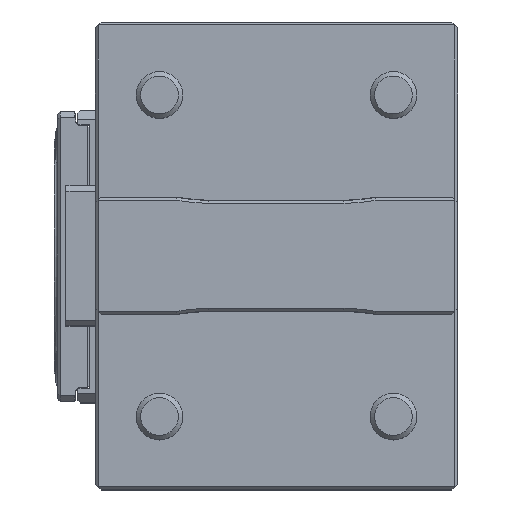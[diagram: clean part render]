
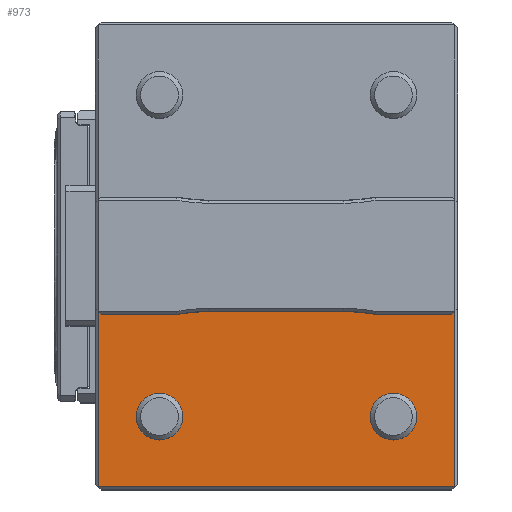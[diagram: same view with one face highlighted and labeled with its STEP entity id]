
A CAD part, top view. The second image highlights one B-rep face of the part: STEP entity #973.
In plain terms, the highlighted planar face has unit normal (0, 0, 1).
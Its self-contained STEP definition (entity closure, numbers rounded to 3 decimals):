
#191=LINE('',#5006,#512);
#193=LINE('',#5026,#514);
#195=LINE('',#5046,#516);
#196=LINE('',#5050,#517);
#198=LINE('',#5054,#519);
#199=LINE('',#5056,#520);
#267=LINE('',#5247,#588);
#270=LINE('',#5252,#591);
#512=VECTOR('',#3815,1.);
#514=VECTOR('',#3823,1.);
#516=VECTOR('',#3831,1.);
#517=VECTOR('',#3836,1.);
#519=VECTOR('',#3840,1.);
#520=VECTOR('',#3843,1.);
#588=VECTOR('',#4011,1.);
#591=VECTOR('',#4016,1.);
#759=FACE_BOUND('',#1476,.T.);
#760=FACE_BOUND('',#1477,.T.);
#761=FACE_BOUND('',#1478,.T.);
#973=ADVANCED_FACE('',(#759,#760,#761),#1151,.T.);
#1151=PLANE('',#3414);
#1476=EDGE_LOOP('',(#2119));
#1477=EDGE_LOOP('',(#2120));
#1478=EDGE_LOOP('',(#2121,#2122,#2123,#2124,#2125,#2126,#2127,#2128,#2129,
#2130));
#2119=ORIENTED_EDGE('',*,*,#3021,.F.);
#2120=ORIENTED_EDGE('',*,*,#3022,.F.);
#2121=ORIENTED_EDGE('',*,*,#3011,.T.);
#2122=ORIENTED_EDGE('',*,*,#3014,.T.);
#2123=ORIENTED_EDGE('',*,*,#2927,.T.);
#2124=ORIENTED_EDGE('',*,*,#2926,.T.);
#2125=ORIENTED_EDGE('',*,*,#2924,.T.);
#2126=ORIENTED_EDGE('',*,*,#2922,.T.);
#2127=ORIENTED_EDGE('',*,*,#2920,.T.);
#2128=ORIENTED_EDGE('',*,*,#2918,.T.);
#2129=ORIENTED_EDGE('',*,*,#2917,.T.);
#2130=ORIENTED_EDGE('',*,*,#2914,.T.);
#2521=VERTEX_POINT('',#4806);
#2582=VERTEX_POINT('',#5005);
#2583=VERTEX_POINT('',#5007);
#2584=VERTEX_POINT('',#5023);
#2585=VERTEX_POINT('',#5027);
#2586=VERTEX_POINT('',#5031);
#2587=VERTEX_POINT('',#5047);
#2588=VERTEX_POINT('',#5051);
#2589=VERTEX_POINT('',#5057);
#2635=VERTEX_POINT('',#5246);
#2639=VERTEX_POINT('',#5268);
#2640=VERTEX_POINT('',#5270);
#2914=EDGE_CURVE('',#2583,#2582,#191,.T.);
#2917=EDGE_CURVE('',#2584,#2583,#3186,.T.);
#2918=EDGE_CURVE('',#2585,#2584,#193,.T.);
#2920=EDGE_CURVE('',#2586,#2585,#3187,.T.);
#2922=EDGE_CURVE('',#2587,#2586,#195,.T.);
#2924=EDGE_CURVE('',#2588,#2587,#196,.T.);
#2926=EDGE_CURVE('',#2521,#2588,#198,.T.);
#2927=EDGE_CURVE('',#2589,#2521,#199,.T.);
#3011=EDGE_CURVE('',#2582,#2635,#267,.T.);
#3014=EDGE_CURVE('',#2635,#2589,#270,.T.);
#3021=EDGE_CURVE('',#2639,#2639,#3201,.T.);
#3022=EDGE_CURVE('',#2640,#2640,#3202,.T.);
#3186=CIRCLE('',#3345,30.);
#3187=CIRCLE('',#3348,30.);
#3201=CIRCLE('',#3412,3.996);
#3202=CIRCLE('',#3413,3.996);
#3345=AXIS2_PLACEMENT_3D('',#5024,#3819,#3820);
#3348=AXIS2_PLACEMENT_3D('',#5030,#3827,#3828);
#3412=AXIS2_PLACEMENT_3D('',#5267,#4036,#4037);
#3413=AXIS2_PLACEMENT_3D('',#5269,#4038,#4039);
#3414=AXIS2_PLACEMENT_3D('',#5271,#4040,#4041);
#3815=DIRECTION('',(-1.,0.,0.));
#3819=DIRECTION('',(0.,0.,1.));
#3820=DIRECTION('',(1.,0.,0.));
#3823=DIRECTION('',(-1.,0.,0.));
#3827=DIRECTION('',(0.,0.,1.));
#3828=DIRECTION('',(1.,0.,0.));
#3831=DIRECTION('',(-1.,0.,0.));
#3836=DIRECTION('',(-0.707,-0.707,0.));
#3840=DIRECTION('',(0.,1.,0.));
#3843=DIRECTION('',(1.,0.,0.));
#4011=DIRECTION('',(-0.707,0.707,0.));
#4016=DIRECTION('',(0.,-1.,0.));
#4036=DIRECTION('',(0.,0.,1.));
#4037=DIRECTION('',(1.,0.,0.));
#4038=DIRECTION('',(0.,0.,1.));
#4039=DIRECTION('',(1.,0.,0.));
#4040=DIRECTION('',(0.,0.,1.));
#4041=DIRECTION('',(1.,0.,0.));
#4806=CARTESIAN_POINT('',(61.5,-39.5,0.));
#5005=CARTESIAN_POINT('',(0.9,-9.9,0.));
#5006=CARTESIAN_POINT('',(152.903,-9.9,0.));
#5007=CARTESIAN_POINT('',(14.572,-9.9,0.));
#5023=CARTESIAN_POINT('',(19.454,-9.5,0.));
#5024=CARTESIAN_POINT('',(19.454,-39.5,0.));
#5026=CARTESIAN_POINT('',(42.546,-9.5,0.));
#5027=CARTESIAN_POINT('',(42.546,-9.5,0.));
#5030=CARTESIAN_POINT('',(42.546,-39.5,0.));
#5031=CARTESIAN_POINT('',(47.428,-9.9,0.));
#5046=CARTESIAN_POINT('',(152.903,-9.9,0.));
#5047=CARTESIAN_POINT('',(61.1,-9.9,0.));
#5050=CARTESIAN_POINT('',(62.,-9.,0.));
#5051=CARTESIAN_POINT('',(61.5,-9.5,0.));
#5054=CARTESIAN_POINT('',(61.5,40.,0.));
#5056=CARTESIAN_POINT('',(62.,-39.5,0.));
#5057=CARTESIAN_POINT('',(0.5,-39.5,0.));
#5246=CARTESIAN_POINT('',(0.5,-9.5,0.));
#5247=CARTESIAN_POINT('',(1.,-10.,0.));
#5252=CARTESIAN_POINT('',(0.5,40.,0.));
#5267=CARTESIAN_POINT('',(51.,-27.5,0.));
#5268=CARTESIAN_POINT('',(54.996,-27.5,0.));
#5269=CARTESIAN_POINT('',(11.,-27.5,0.));
#5270=CARTESIAN_POINT('',(14.996,-27.5,0.));
#5271=CARTESIAN_POINT('',(62.,40.,0.));
